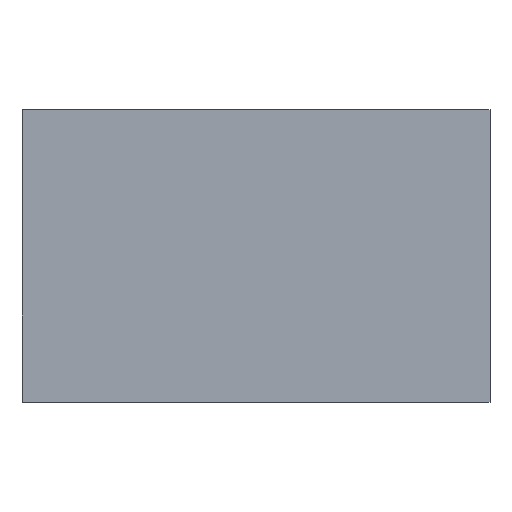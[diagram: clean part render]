
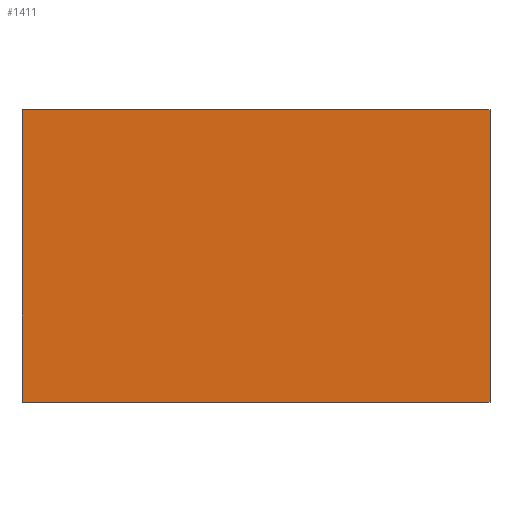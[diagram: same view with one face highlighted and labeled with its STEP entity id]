
A CAD part, top view. The second image highlights one B-rep face of the part: STEP entity #1411.
In plain terms, the highlighted planar face has unit normal (0, 0, 1).
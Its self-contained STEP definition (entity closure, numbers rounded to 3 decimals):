
#136=FACE_OUTER_BOUND('',#210,.T.);
#210=EDGE_LOOP('',(#1237,#1238,#1239,#1240));
#413=LINE('',#2721,#538);
#415=LINE('',#2725,#540);
#418=LINE('',#2730,#543);
#421=LINE('',#2734,#546);
#538=VECTOR('',#1640,10.);
#540=VECTOR('',#1644,10.);
#543=VECTOR('',#1649,10.);
#546=VECTOR('',#1654,10.);
#681=VERTEX_POINT('',#2718);
#682=VERTEX_POINT('',#2720);
#683=VERTEX_POINT('',#2724);
#684=VERTEX_POINT('',#2729);
#883=EDGE_CURVE('',#681,#682,#413,.T.);
#885=EDGE_CURVE('',#682,#683,#415,.T.);
#888=EDGE_CURVE('',#683,#684,#418,.T.);
#891=EDGE_CURVE('',#684,#681,#421,.T.);
#1237=ORIENTED_EDGE('',*,*,#883,.F.);
#1238=ORIENTED_EDGE('',*,*,#891,.F.);
#1239=ORIENTED_EDGE('',*,*,#888,.F.);
#1240=ORIENTED_EDGE('',*,*,#885,.F.);
#1337=PLANE('',#1464);
#1411=ADVANCED_FACE('',(#136),#1337,.T.);
#1464=AXIS2_PLACEMENT_3D('',#2735,#1655,#1656);
#1640=DIRECTION('',(0.,-1.,0.));
#1644=DIRECTION('',(-1.,0.,0.));
#1649=DIRECTION('',(0.,1.,0.));
#1654=DIRECTION('',(1.,0.,0.));
#1655=DIRECTION('center_axis',(0.,0.,1.));
#1656=DIRECTION('ref_axis',(1.,0.,0.));
#2718=CARTESIAN_POINT('',(1.,0.625,0.5));
#2720=CARTESIAN_POINT('',(1.,-0.625,0.5));
#2721=CARTESIAN_POINT('',(1.,0.625,0.5));
#2724=CARTESIAN_POINT('',(-1.,-0.625,0.5));
#2725=CARTESIAN_POINT('',(1.,-0.625,0.5));
#2729=CARTESIAN_POINT('',(-1.,0.625,0.5));
#2730=CARTESIAN_POINT('',(-1.,-0.625,0.5));
#2734=CARTESIAN_POINT('',(-1.,0.625,0.5));
#2735=CARTESIAN_POINT('Origin',(0.,0.,0.5));
